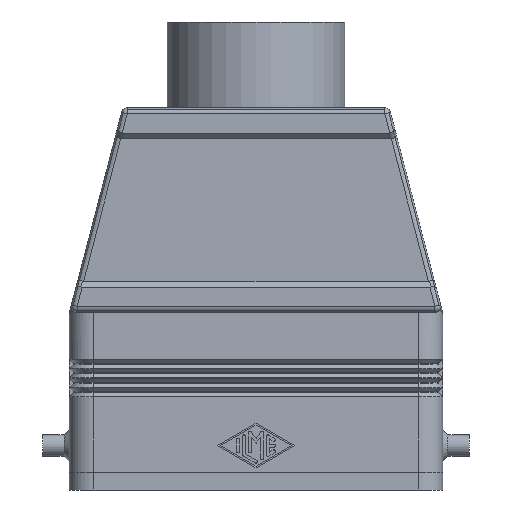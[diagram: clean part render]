
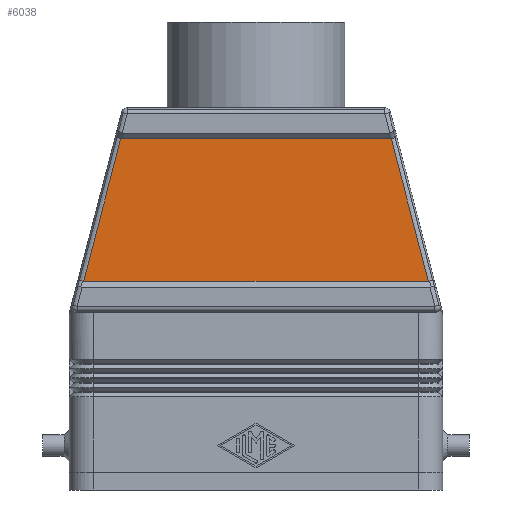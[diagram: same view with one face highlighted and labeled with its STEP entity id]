
A CAD part, front view. The second image highlights one B-rep face of the part: STEP entity #6038.
In plain terms, the highlighted planar face has unit normal (0, -1, 0).
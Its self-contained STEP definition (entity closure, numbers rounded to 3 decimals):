
#727=CARTESIAN_POINT('',(-22.83,-17.,59.273));
#728=VERTEX_POINT('',#727);
#736=CARTESIAN_POINT('',(-22.652,-17.,59.25));
#737=VERTEX_POINT('',#736);
#738=CARTESIAN_POINT('',(-22.467,-17.,60.664));
#739=DIRECTION('',(0.0,-1.,0.0));
#740=DIRECTION('',(-0.252,0.0,-0.968));
#741=AXIS2_PLACEMENT_3D('',#738,#739,#740);
#742=ELLIPSE('',#741,1.438,1.);
#743=EDGE_CURVE('',#728,#737,#742,.T.);
#1249=CARTESIAN_POINT('',(22.652,-17.,59.25));
#1250=VERTEX_POINT('',#1249);
#1257=CARTESIAN_POINT('',(22.83,-17.,59.273));
#1258=VERTEX_POINT('',#1257);
#1259=CARTESIAN_POINT('',(22.467,-17.,60.664));
#1260=DIRECTION('',(0.0,-1.,0.0));
#1261=DIRECTION('',(0.252,0.0,-0.968));
#1262=AXIS2_PLACEMENT_3D('',#1259,#1260,#1261);
#1263=ELLIPSE('',#1262,1.438,1.);
#1264=EDGE_CURVE('',#1250,#1258,#1263,.T.);
#1399=CARTESIAN_POINT('',(29.097,-17.,35.25));
#1400=VERTEX_POINT('',#1399);
#1401=CARTESIAN_POINT('',(22.83,-17.,59.273));
#1402=DIRECTION('',(0.252,0.0,-0.968));
#1403=VECTOR('',#1402,24.827);
#1404=LINE('',#1401,#1403);
#1405=EDGE_CURVE('',#1258,#1400,#1404,.T.);
#1490=CARTESIAN_POINT('',(-29.097,-17.,35.25));
#1491=VERTEX_POINT('',#1490);
#1499=CARTESIAN_POINT('',(-29.097,-17.,35.25));
#1500=DIRECTION('',(0.252,0.0,0.968));
#1501=VECTOR('',#1500,24.827);
#1502=LINE('',#1499,#1501);
#1503=EDGE_CURVE('',#1491,#728,#1502,.T.);
#6002=CARTESIAN_POINT('',(29.097,-17.,35.25));
#6003=DIRECTION('',(-1.0,0.0,0.0));
#6004=VECTOR('',#6003,58.194);
#6005=LINE('',#6002,#6004);
#6006=EDGE_CURVE('',#1400,#1491,#6005,.T.);
#6020=CARTESIAN_POINT('',(0.0,-17.,35.25));
#6021=DIRECTION('',(0.0,1.0,0.0));
#6022=DIRECTION('',(0.0,0.0,1.0));
#6023=AXIS2_PLACEMENT_3D('',#6020,#6021,#6022);
#6024=PLANE('',#6023);
#6025=ORIENTED_EDGE('',*,*,#1405,.F.);
#6026=ORIENTED_EDGE('',*,*,#1264,.F.);
#6027=CARTESIAN_POINT('',(22.652,-17.,59.25));
#6028=DIRECTION('',(-1.0,0.0,0.0));
#6029=VECTOR('',#6028,45.303);
#6030=LINE('',#6027,#6029);
#6031=EDGE_CURVE('',#1250,#737,#6030,.T.);
#6032=ORIENTED_EDGE('',*,*,#6031,.T.);
#6033=ORIENTED_EDGE('',*,*,#743,.F.);
#6034=ORIENTED_EDGE('',*,*,#1503,.F.);
#6035=ORIENTED_EDGE('',*,*,#6006,.F.);
#6036=EDGE_LOOP('',(#6025,#6026,#6032,#6033,#6034,#6035));
#6037=FACE_OUTER_BOUND('',#6036,.T.);
#6038=ADVANCED_FACE('',(#6037),#6024,.F.);
